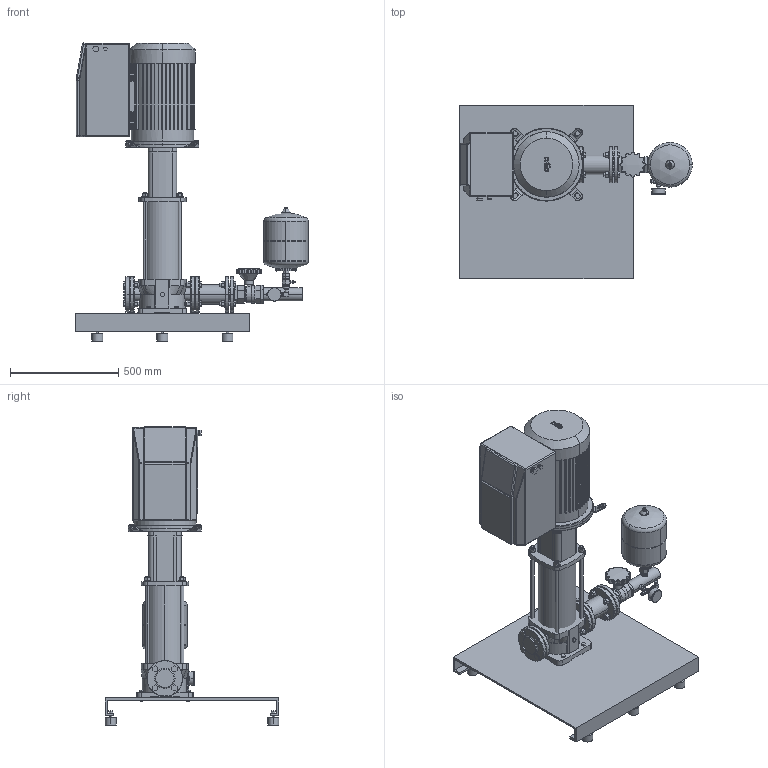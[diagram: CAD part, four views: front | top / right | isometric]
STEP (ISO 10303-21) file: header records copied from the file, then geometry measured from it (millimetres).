
FILE_DESCRIPTION((''),'2;1');
FILE_NAME('3d_SiBoostSmart1HelixVE2205-2540877.stp','2015-08-24T10:46:25',(''),(''),'Mechanical Desktop 2009','Mechanical Desktop 2009',', , ');
FILE_SCHEMA(('CONFIG_CONTROL_DESIGN'));
Length unit declared in the file: millimetre
Products named in the file (1): Product
Bounding box: 1073 x 800 x 1374.85 mm (x, y, z)
Volume: 103231532 mm3; surface area: 5346363.9 mm2
Topology: 57 solids, 57 shells, 1667 faces, 4106 edges, 2662 vertices
Faces by surface type: plane 625, cylinder 491, bspline 380, cone 88, torus 60, sphere 23
Entity records: 55570 total; most frequent: CARTESIAN_POINT 16172, ORIENTED_EDGE 8180, DIRECTION 8069, EDGE_CURVE 4090, AXIS2_PLACEMENT_3D 2888, VERTEX_POINT 2662, VECTOR 2293, LINE 2293
